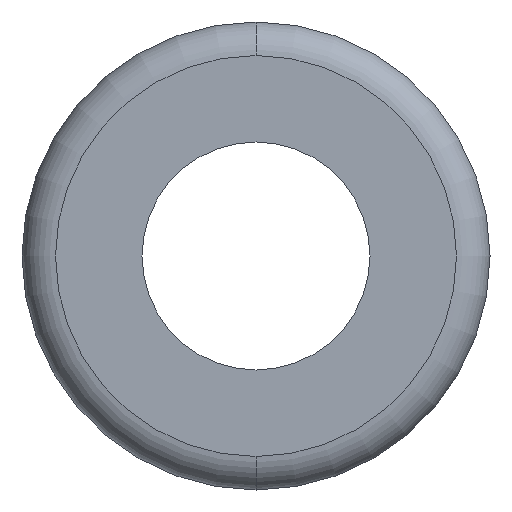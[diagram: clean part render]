
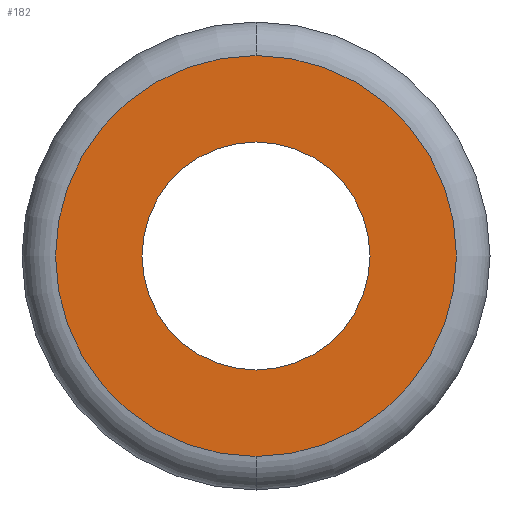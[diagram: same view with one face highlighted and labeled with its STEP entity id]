
A CAD part, front view. The second image highlights one B-rep face of the part: STEP entity #182.
In plain terms, the highlighted planar face has unit normal (0, -1, 0).
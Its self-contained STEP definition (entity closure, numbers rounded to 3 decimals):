
#20 = AXIS2_PLACEMENT_3D ( 'NONE', #252, #27, #22 ) ;
#22 = DIRECTION ( 'NONE',  ( 0., 0., 1. ) ) ;
#27 = DIRECTION ( 'NONE',  ( 0., 1., 0. ) ) ;
#31 = DIRECTION ( 'NONE',  ( 0., 1., 0. ) ) ;
#32 = VERTEX_POINT ( 'NONE', #554 ) ;
#36 = DIRECTION ( 'NONE',  ( 0., 1., 0. ) ) ;
#53 = AXIS2_PLACEMENT_3D ( 'NONE', #126, #31, #242 ) ;
#86 = CIRCLE ( 'NONE', #260, 0.967 ) ;
#114 = VERTEX_POINT ( 'NONE', #555 ) ;
#118 = CIRCLE ( 'NONE', #20, 1.7 ) ;
#126 = CARTESIAN_POINT ( 'NONE',  ( 0., 8.36, 0. ) ) ;
#167 = DIRECTION ( 'NONE',  ( 0., 1., 0. ) ) ;
#180 = CIRCLE ( 'NONE', #279, 0.967 ) ;
#182 = ADVANCED_FACE ( 'NONE', ( #436, #482 ), #471, .T. ) ;
#229 = EDGE_LOOP ( 'NONE', ( #309, #246 ) ) ;
#242 = DIRECTION ( 'NONE',  ( 0., 0., 1. ) ) ;
#246 = ORIENTED_EDGE ( 'NONE', *, *, #542, .F. ) ;
#252 = CARTESIAN_POINT ( 'NONE',  ( 0., 8.36, 0. ) ) ;
#256 = VERTEX_POINT ( 'NONE', #305 ) ;
#260 = AXIS2_PLACEMENT_3D ( 'NONE', #442, #167, #394 ) ;
#265 = CARTESIAN_POINT ( 'NONE',  ( 0., 8.36, -0.967 ) ) ;
#268 = EDGE_LOOP ( 'NONE', ( #418, #544 ) ) ;
#279 = AXIS2_PLACEMENT_3D ( 'NONE', #481, #36, #578 ) ;
#303 = EDGE_CURVE ( 'NONE', #32, #403, #180, .T. ) ;
#305 = CARTESIAN_POINT ( 'NONE',  ( 0., 8.36, -1.7 ) ) ;
#309 = ORIENTED_EDGE ( 'NONE', *, *, #499, .F. ) ;
#313 = EDGE_CURVE ( 'NONE', #403, #32, #86, .T. ) ;
#394 = DIRECTION ( 'NONE',  ( 0., 0., 1. ) ) ;
#403 = VERTEX_POINT ( 'NONE', #265 ) ;
#418 = ORIENTED_EDGE ( 'NONE', *, *, #303, .T. ) ;
#435 = CARTESIAN_POINT ( 'NONE',  ( 1.7, 8.36, 0. ) ) ;
#436 = FACE_BOUND ( 'NONE', #268, .T. ) ;
#438 = DIRECTION ( 'NONE',  ( 0., 0., -1. ) ) ;
#442 = CARTESIAN_POINT ( 'NONE',  ( 0., 8.36, 0. ) ) ;
#471 = PLANE ( 'NONE',  #477 ) ;
#477 = AXIS2_PLACEMENT_3D ( 'NONE', #435, #517, #438 ) ;
#481 = CARTESIAN_POINT ( 'NONE',  ( 0., 8.36, 0. ) ) ;
#482 = FACE_OUTER_BOUND ( 'NONE', #229, .T. ) ;
#499 = EDGE_CURVE ( 'NONE', #114, #256, #118, .T. ) ;
#517 = DIRECTION ( 'NONE',  ( 0., -1., 0. ) ) ;
#542 = EDGE_CURVE ( 'NONE', #256, #114, #581, .T. ) ;
#544 = ORIENTED_EDGE ( 'NONE', *, *, #313, .T. ) ;
#554 = CARTESIAN_POINT ( 'NONE',  ( 0., 8.36, 0.967 ) ) ;
#555 = CARTESIAN_POINT ( 'NONE',  ( 0., 8.36, 1.7 ) ) ;
#578 = DIRECTION ( 'NONE',  ( 0., 0., 1. ) ) ;
#581 = CIRCLE ( 'NONE', #53, 1.7 ) ;
